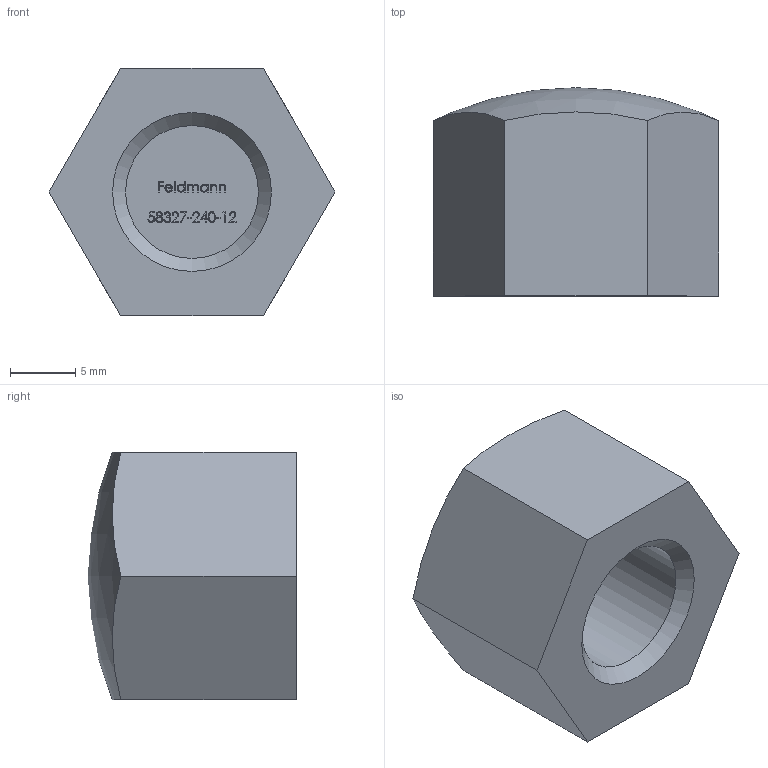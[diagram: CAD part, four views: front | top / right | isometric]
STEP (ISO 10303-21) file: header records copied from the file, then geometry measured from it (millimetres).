
FILE_DESCRIPTION (( 'STEP AP203' ), '1' );
FILE_NAME ('58327-240-12.step', '2021-12-13T10:13:28', ( '' ), ( '' ), 'SwSTEP 2.0', 'SolidWorks 2018', '' );
FILE_SCHEMA (( 'CONFIG_CONTROL_DESIGN' ));
Length unit declared in the file: millimetre
Products named in the file (2): 58327-240-12
Bounding box: 21.94 x 16 x 19 mm (x, y, z)
Volume: 3559.2 mm3; surface area: 1975.8 mm2
Topology: 1 solids, 1 shells, 266 faces, 708 edges, 472 vertices
Faces by surface type: plane 149, bspline 114, sphere 1, cylinder 1, cone 1
Full cylindrical faces by diameter (mm): 10.2 x1
Entity records: 14449 total; most frequent: CARTESIAN_POINT 8454, ORIENTED_EDGE 1410, DIRECTION 794, EDGE_CURVE 705, VERTEX_POINT 471, VECTOR 468, LINE 468, EDGE_LOOP 296
